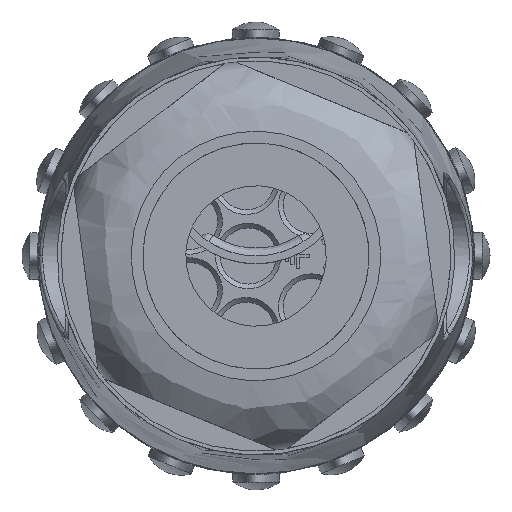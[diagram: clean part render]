
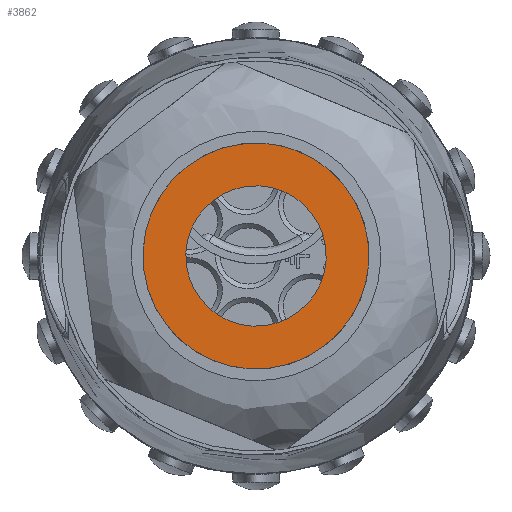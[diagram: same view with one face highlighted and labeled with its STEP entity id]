
A CAD part, left-side view. The second image highlights one B-rep face of the part: STEP entity #3862.
In plain terms, the highlighted planar face has unit normal (-1, 0, 0).
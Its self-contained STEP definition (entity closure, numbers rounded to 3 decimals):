
#1905=PLANE('',#30154);
#2385=FACE_BOUND('',#7293,.T.);
#2386=FACE_BOUND('',#7294,.T.);
#3862=ADVANCED_FACE('',(#2385,#2386),#1905,.T.);
#7293=EDGE_LOOP('',(#15944));
#7294=EDGE_LOOP('',(#15945));
#8222=CIRCLE('',#30130,7.25);
#8235=CIRCLE('',#30153,4.5);
#15944=ORIENTED_EDGE('',*,*,#22837,.F.);
#15945=ORIENTED_EDGE('',*,*,#22809,.F.);
#18861=VERTEX_POINT('',#55388);
#18879=VERTEX_POINT('',#55521);
#22809=EDGE_CURVE('',#18861,#18861,#8222,.T.);
#22837=EDGE_CURVE('',#18879,#18879,#8235,.T.);
#30130=AXIS2_PLACEMENT_3D('',#55387,#36872,#36873);
#30153=AXIS2_PLACEMENT_3D('',#55520,#36929,#36930);
#30154=AXIS2_PLACEMENT_3D('',#55522,#36931,#36932);
#36872=DIRECTION('',(1.,0.,0.));
#36873=DIRECTION('',(0.,0.,1.));
#36929=DIRECTION('',(-1.,0.,0.));
#36930=DIRECTION('',(0.,0.382,-0.924));
#36931=DIRECTION('',(-1.,0.,0.));
#36932=DIRECTION('',(0.,0.382,-0.924));
#55387=CARTESIAN_POINT('',(-155.85,0.,0.));
#55388=CARTESIAN_POINT('',(-155.85,0.,7.25));
#55520=CARTESIAN_POINT('',(-155.85,0.,0.));
#55521=CARTESIAN_POINT('',(-155.85,1.718,-4.159));
#55522=CARTESIAN_POINT('',(-155.85,5.071,12.212));
